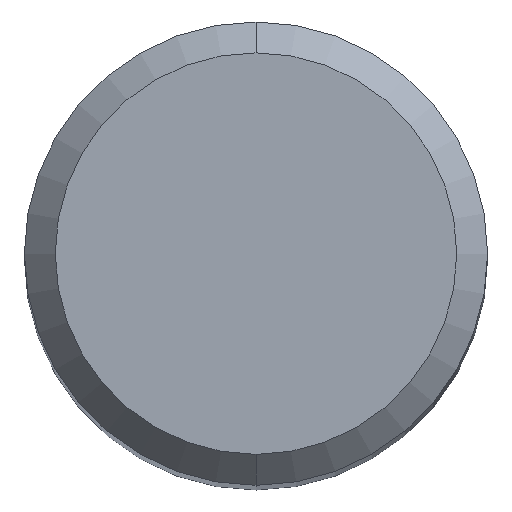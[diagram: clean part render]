
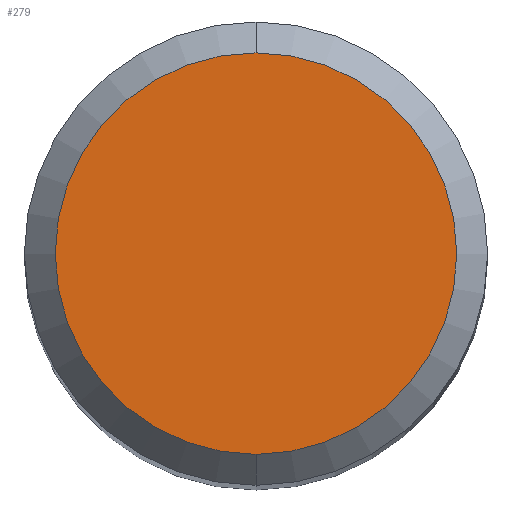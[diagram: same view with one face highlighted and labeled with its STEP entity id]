
A CAD part, top view. The second image highlights one B-rep face of the part: STEP entity #279.
In plain terms, the highlighted planar face has unit normal (0, 0, 1).
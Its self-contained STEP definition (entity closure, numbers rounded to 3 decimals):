
#279=ADVANCED_FACE('',(#590),#591,.T.);
#343=VERTEX_POINT('',#658);
#355=EDGE_CURVE('',#403,#343,#672,.T.);
#399=EDGE_CURVE('',#343,#403,#720,.T.);
#403=VERTEX_POINT('',#725);
#590=FACE_OUTER_BOUND('',#1073,.T.);
#591=PLANE('',#1074);
#658=CARTESIAN_POINT('',(0.,-2.6,0.0));
#672=CIRCLE('',#1195,2.6);
#720=CIRCLE('',#1256,2.6);
#725=CARTESIAN_POINT('',(0.0,2.6,0.0));
#1073=EDGE_LOOP('',(#1546,#1547));
#1074=AXIS2_PLACEMENT_3D('',#1548,#1549,#1550);
#1195=AXIS2_PLACEMENT_3D('',#1632,#1633,#1634);
#1256=AXIS2_PLACEMENT_3D('',#1684,#1685,#1686);
#1546=ORIENTED_EDGE('',*,*,#355,.F.);
#1547=ORIENTED_EDGE('',*,*,#399,.F.);
#1548=CARTESIAN_POINT('',(0.0,1.3,0.0));
#1549=DIRECTION('',(-0.0,0.0,1.0));
#1550=DIRECTION('',(0.0,-1.0,0.0));
#1632=CARTESIAN_POINT('',(0.0,0.0,0.0));
#1633=DIRECTION('',(0.0,0.0,-1.0));
#1634=DIRECTION('',(0.0,1.0,0.0));
#1684=CARTESIAN_POINT('',(0.0,0.0,0.0));
#1685=DIRECTION('',(0.0,0.0,-1.0));
#1686=DIRECTION('',(0.0,1.0,0.0));
